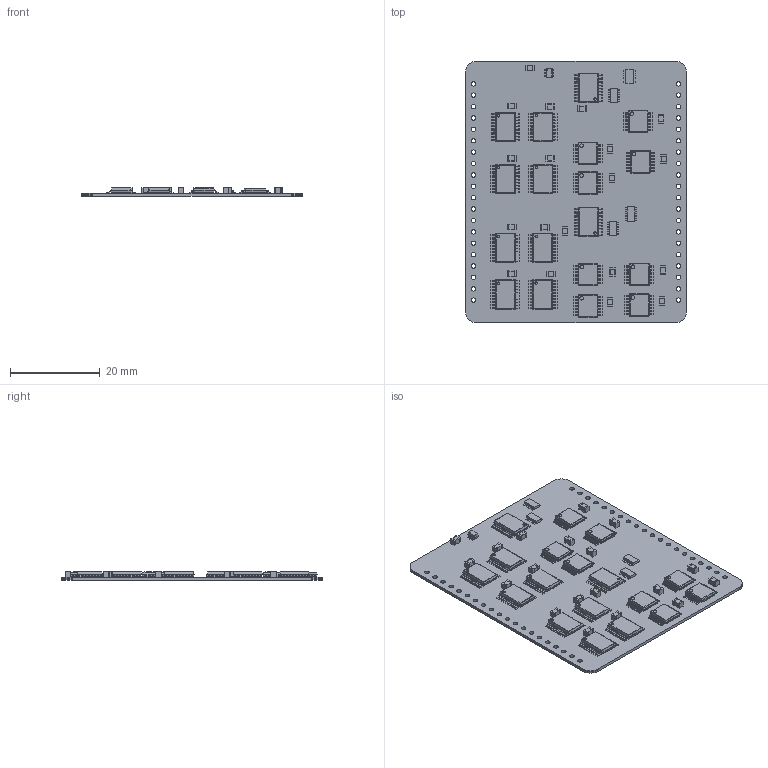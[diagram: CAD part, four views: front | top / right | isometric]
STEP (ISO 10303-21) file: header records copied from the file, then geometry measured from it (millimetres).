
FILE_DESCRIPTION(('KiCad electronic assembly'),'2;1');
FILE_NAME('GPIO 16bit.step','2024-01-30T14:30:25',('Pcbnew'),('Kicad'), 'Open CASCADE STEP processor 7.6','KiCad to STEP converter','Unknown' );
FILE_SCHEMA(('AUTOMOTIVE_DESIGN { 1 0 10303 214 1 1 1 1 }'));
Length unit declared in the file: millimetre
Products named in the file (12): GPIO 16bit 1; CAY16-470J4LF; COMPOUND; SN74AHCT02PWR; C_0805_2012Metric; SOLID; 74VHCT573AFT; 74LVC2G04GW-Q100H; GPIO 16bit PCB
Assembly tree (48 placements, depth 3):
  GPIO 16bit 1
    CAY16-470J4LF  x4
      COMPOUND
    SN74AHCT02PWR  x8
      COMPOUND
    C_0805_2012Metric  x19
      SOLID
    74VHCT573AFT  x10
      COMPOUND
    74LVC2G04GW-Q100H
      COMPOUND
    GPIO 16bit PCB
Bounding box: 49.28 x 58.42 x 1.98 mm (x, y, z)
Volume: 2488 mm3; surface area: 7809.5 mm2
Topology: 393 solids, 393 shells, 5716 faces, 14251 edges, 9378 vertices
Faces by surface type: plane 4043, cylinder 1609, sphere 64
Full cylindrical faces by diameter (mm): 0.156 x1, 0.55 x10, 1 x40
Entity records: 53195 total; most frequent: CARTESIAN_POINT 11094, DIRECTION 7890, LINE 5186, VECTOR 5186, ORIENTED_EDGE 4052, PCURVE 4052, DEFINITIONAL_REPRESENTATION 4052, EDGE_CURVE 2026
